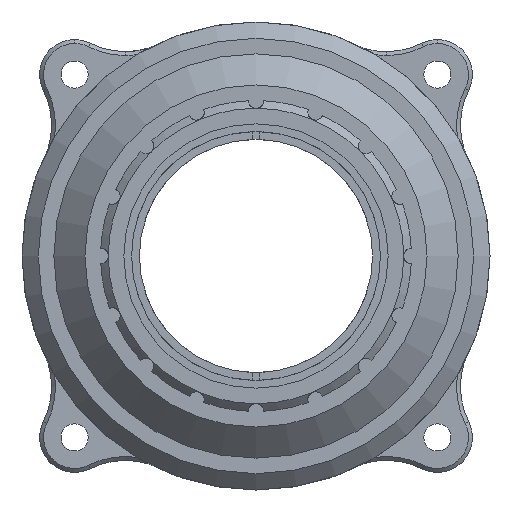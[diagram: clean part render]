
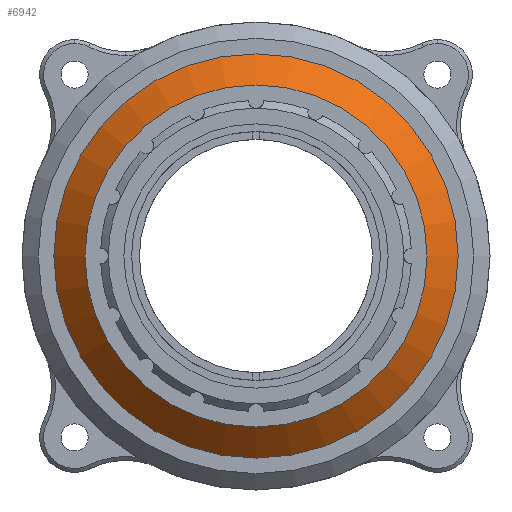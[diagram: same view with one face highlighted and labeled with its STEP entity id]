
A CAD part, front view. The second image highlights one B-rep face of the part: STEP entity #6942.
In plain terms, the highlighted conical face has half-angle 45 degrees and reference radius 22 mm.
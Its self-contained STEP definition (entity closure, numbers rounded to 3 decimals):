
#6584=CARTESIAN_POINT('',(0.,-16.,26.));
#6585=VERTEX_POINT('',#6584);
#6592=CARTESIAN_POINT('',(0.,-16.,-26.));
#6593=VERTEX_POINT('',#6592);
#6594=CARTESIAN_POINT('',(0.,-16.,-0.));
#6595=DIRECTION('',(-0.,1.,-0.));
#6596=DIRECTION('',(0.,0.,-1.));
#6597=AXIS2_PLACEMENT_3D('',#6594,#6595,#6596);
#6598=CIRCLE('',#6597,26.);
#6599=EDGE_CURVE('',#6585,#6593,#6598,.T.);
#6601=CARTESIAN_POINT('',(0.,-16.,-0.));
#6602=DIRECTION('',(-0.,1.,-0.));
#6603=DIRECTION('',(0.,0.,-1.));
#6604=AXIS2_PLACEMENT_3D('',#6601,#6602,#6603);
#6605=CIRCLE('',#6604,26.);
#6606=EDGE_CURVE('',#6593,#6585,#6605,.T.);
#6812=CARTESIAN_POINT('',(0.,-20.,-22.));
#6813=VERTEX_POINT('',#6812);
#6814=CARTESIAN_POINT('',(0.,-20.,22.));
#6815=VERTEX_POINT('',#6814);
#6816=CARTESIAN_POINT('',(0.,-20.,-0.));
#6817=DIRECTION('',(0.,-1.,0.));
#6818=DIRECTION('',(0.,0.,-1.));
#6819=AXIS2_PLACEMENT_3D('',#6816,#6817,#6818);
#6820=CIRCLE('',#6819,22.);
#6821=EDGE_CURVE('',#6813,#6815,#6820,.T.);
#6823=CARTESIAN_POINT('',(0.,-20.,-0.));
#6824=DIRECTION('',(0.,-1.,0.));
#6825=DIRECTION('',(0.,0.,-1.));
#6826=AXIS2_PLACEMENT_3D('',#6823,#6824,#6825);
#6827=CIRCLE('',#6826,22.);
#6828=EDGE_CURVE('',#6815,#6813,#6827,.T.);
#6924=CARTESIAN_POINT('',(0.,-20.,-0.));
#6925=DIRECTION('',(0.,1.,0.));
#6926=DIRECTION('',(0.,-0.,1.));
#6927=AXIS2_PLACEMENT_3D('',#6924,#6925,#6926);
#6928=CONICAL_SURFACE('',#6927,22.,45.);
#6929=CARTESIAN_POINT('',(0.,-16.,26.));
#6930=DIRECTION('',(-0.,-0.707,-0.707));
#6931=VECTOR('',#6930,5.657);
#6932=LINE('',#6929,#6931);
#6933=EDGE_CURVE('',#6585,#6815,#6932,.T.);
#6934=ORIENTED_EDGE('',*,*,#6933,.T.);
#6935=ORIENTED_EDGE('',*,*,#6821,.F.);
#6936=ORIENTED_EDGE('',*,*,#6828,.F.);
#6937=ORIENTED_EDGE('',*,*,#6933,.F.);
#6938=ORIENTED_EDGE('',*,*,#6606,.F.);
#6939=ORIENTED_EDGE('',*,*,#6599,.F.);
#6940=EDGE_LOOP('',(#6934,#6935,#6936,#6937,#6938,#6939));
#6941=FACE_BOUND('',#6940,.T.);
#6942=ADVANCED_FACE('',(#6941),#6928,.T.);
